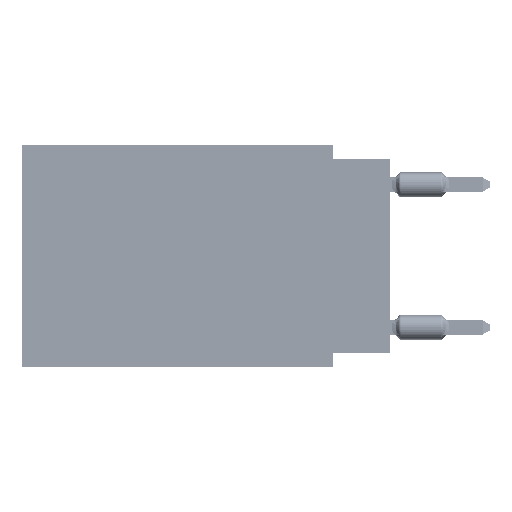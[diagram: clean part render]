
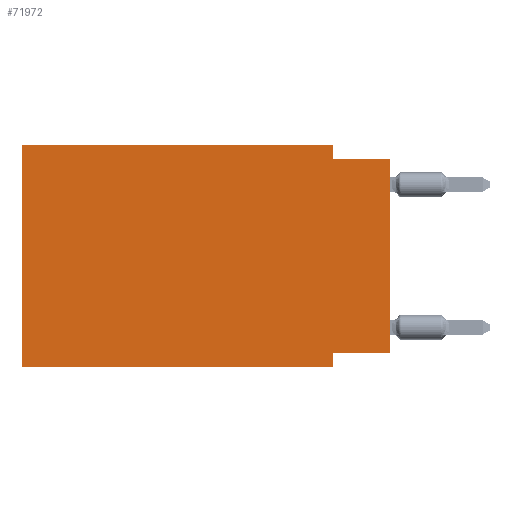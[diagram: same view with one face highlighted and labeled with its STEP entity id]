
A CAD part, left-side view. The second image highlights one B-rep face of the part: STEP entity #71972.
In plain terms, the highlighted planar face has unit normal (-1, 0, 0).
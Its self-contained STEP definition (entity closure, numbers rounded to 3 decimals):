
#1696 = EDGE_CURVE ( 'NONE', #18057, #37114, #16917, .T. ) ;
#1914 = VECTOR ( 'NONE', #17147, 1000. ) ;
#2420 = CARTESIAN_POINT ( 'NONE',  ( 0., 2.54, -9.906 ) ) ;
#2645 = EDGE_CURVE ( 'NONE', #64461, #45308, #13526, .T. ) ;
#3276 = CARTESIAN_POINT ( 'NONE',  ( 0., 0., -9.271 ) ) ;
#4128 = FACE_OUTER_BOUND ( 'NONE', #8409, .T. ) ;
#4381 = LINE ( 'NONE', #40244, #59656 ) ;
#6608 = DIRECTION ( 'NONE',  ( 0., 0., -1. ) ) ;
#8409 = EDGE_LOOP ( 'NONE', ( #35515, #31053, #25397, #53010, #27053, #43709, #45444, #59714 ) ) ;
#12796 = EDGE_CURVE ( 'NONE', #76076, #41722, #43025, .T. ) ;
#13526 = LINE ( 'NONE', #72149, #37171 ) ;
#13869 = VECTOR ( 'NONE', #38615, 1000. ) ;
#15107 = LINE ( 'NONE', #2420, #15402 ) ;
#15402 = VECTOR ( 'NONE', #43298, 1000. ) ;
#16917 = LINE ( 'NONE', #64341, #73991 ) ;
#17147 = DIRECTION ( 'NONE',  ( 0., 0., 1. ) ) ;
#18057 = VERTEX_POINT ( 'NONE', #18442 ) ;
#18442 = CARTESIAN_POINT ( 'NONE',  ( 0., 16.383, -9.906 ) ) ;
#19868 = CARTESIAN_POINT ( 'NONE',  ( 0., 16.383, 0. ) ) ;
#24013 = CARTESIAN_POINT ( 'NONE',  ( 0., 0., -0.635 ) ) ;
#25260 = EDGE_CURVE ( 'NONE', #41722, #37114, #15107, .T. ) ;
#25397 = ORIENTED_EDGE ( 'NONE', *, *, #2645, .F. ) ;
#27053 = ORIENTED_EDGE ( 'NONE', *, *, #54785, .F. ) ;
#27634 = CARTESIAN_POINT ( 'NONE',  ( 0., 16.383, 0. ) ) ;
#28711 = LINE ( 'NONE', #68827, #1914 ) ;
#31053 = ORIENTED_EDGE ( 'NONE', *, *, #39888, .F. ) ;
#31817 = LINE ( 'NONE', #19868, #53678 ) ;
#33051 = DIRECTION ( 'NONE',  ( 1., 0., 0. ) ) ;
#34055 = DIRECTION ( 'NONE',  ( 0., 0., 1. ) ) ;
#34919 = CARTESIAN_POINT ( 'NONE',  ( 0., 2.54, -0.635 ) ) ;
#35515 = ORIENTED_EDGE ( 'NONE', *, *, #68230, .T. ) ;
#35771 = CARTESIAN_POINT ( 'NONE',  ( 0., 2.54, -9.906 ) ) ;
#37114 = VERTEX_POINT ( 'NONE', #35771 ) ;
#37171 = VECTOR ( 'NONE', #6608, 1000. ) ;
#37407 = VERTEX_POINT ( 'NONE', #24013 ) ;
#38598 = CARTESIAN_POINT ( 'NONE',  ( 0., 2.54, 0. ) ) ;
#38615 = DIRECTION ( 'NONE',  ( 0., -1., 0. ) ) ;
#38861 = PLANE ( 'NONE',  #68578 ) ;
#39888 = EDGE_CURVE ( 'NONE', #45308, #37407, #49798, .T. ) ;
#40092 = DIRECTION ( 'NONE',  ( 0., -1., 0. ) ) ;
#40244 = CARTESIAN_POINT ( 'NONE',  ( 0., 0., 0. ) ) ;
#41722 = VERTEX_POINT ( 'NONE', #58152 ) ;
#43025 = LINE ( 'NONE', #3276, #70096 ) ;
#43298 = DIRECTION ( 'NONE',  ( 0., 0., -1. ) ) ;
#43709 = ORIENTED_EDGE ( 'NONE', *, *, #1696, .T. ) ;
#44406 = CARTESIAN_POINT ( 'NONE',  ( 0., 0., -0.635 ) ) ;
#45308 = VERTEX_POINT ( 'NONE', #34919 ) ;
#45444 = ORIENTED_EDGE ( 'NONE', *, *, #25260, .F. ) ;
#49798 = LINE ( 'NONE', #44406, #13869 ) ;
#50765 = CARTESIAN_POINT ( 'NONE',  ( 0., 16.383, 0. ) ) ;
#53010 = ORIENTED_EDGE ( 'NONE', *, *, #71012, .F. ) ;
#53495 = CARTESIAN_POINT ( 'NONE',  ( 0., 0., -9.271 ) ) ;
#53678 = VECTOR ( 'NONE', #60740, 1000. ) ;
#54158 = VERTEX_POINT ( 'NONE', #50765 ) ;
#54785 = EDGE_CURVE ( 'NONE', #18057, #54158, #28711, .T. ) ;
#58152 = CARTESIAN_POINT ( 'NONE',  ( 0., 2.54, -9.271 ) ) ;
#59656 = VECTOR ( 'NONE', #34055, 1000. ) ;
#59714 = ORIENTED_EDGE ( 'NONE', *, *, #12796, .F. ) ;
#60740 = DIRECTION ( 'NONE',  ( 0., -1., 0. ) ) ;
#64341 = CARTESIAN_POINT ( 'NONE',  ( 0., 16.383, -9.906 ) ) ;
#64461 = VERTEX_POINT ( 'NONE', #38598 ) ;
#68230 = EDGE_CURVE ( 'NONE', #76076, #37407, #4381, .T. ) ;
#68578 = AXIS2_PLACEMENT_3D ( 'NONE', #27634, #33051, #68895 ) ;
#68827 = CARTESIAN_POINT ( 'NONE',  ( 0., 16.383, 0. ) ) ;
#68895 = DIRECTION ( 'NONE',  ( 0., 0., -1. ) ) ;
#70096 = VECTOR ( 'NONE', #73840, 1000. ) ;
#71012 = EDGE_CURVE ( 'NONE', #54158, #64461, #31817, .T. ) ;
#71972 = ADVANCED_FACE ( 'NONE', ( #4128 ), #38861, .F. ) ;
#72149 = CARTESIAN_POINT ( 'NONE',  ( 0., 2.54, 0. ) ) ;
#73840 = DIRECTION ( 'NONE',  ( 0., 1., 0. ) ) ;
#73991 = VECTOR ( 'NONE', #40092, 1000. ) ;
#76076 = VERTEX_POINT ( 'NONE', #53495 ) ;
